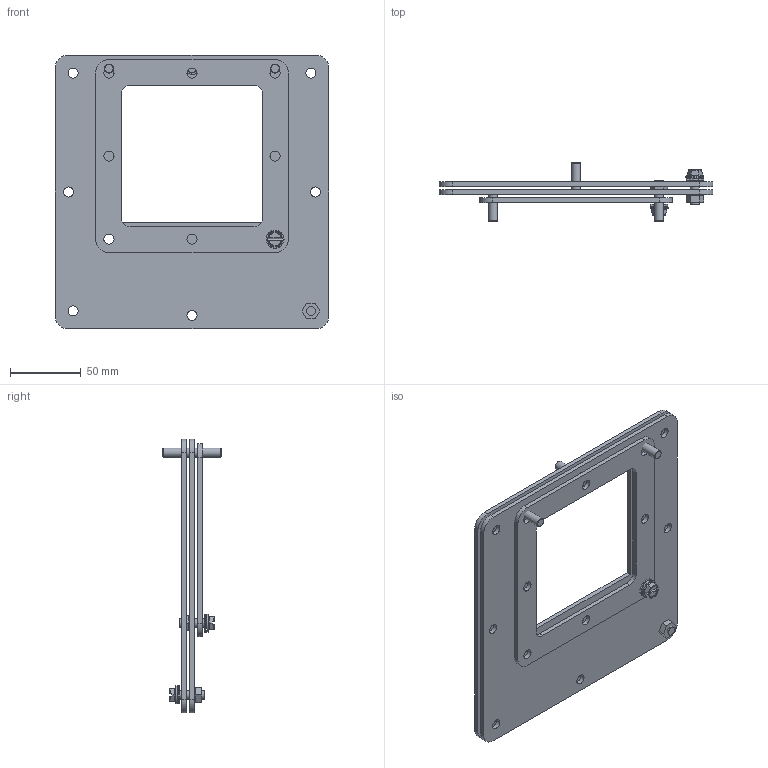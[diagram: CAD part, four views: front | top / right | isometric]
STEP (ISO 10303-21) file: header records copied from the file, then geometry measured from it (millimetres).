
FILE_DESCRIPTION (( 'STEP AP203' ), '1' );
FILE_NAME ('1487DRESS.step', '2020-11-17T21:14:29', ( 'ADC123' ), ( 'Microsoft' ), 'SwSTEP 2.0', 'SolidWorks 2019', '' );
FILE_SCHEMA (( 'CONFIG_CONTROL_DESIGN' ));
Length unit declared in the file: inch
Products named in the file (1): 1487DRESS
Bounding box: 193.68 x 41.27 x 193.68 mm (x, y, z)
Volume: 162715 mm3; surface area: 116759.6 mm2
Topology: 12 solids, 12 shells, 270 faces, 698 edges, 459 vertices
Faces by surface type: plane 153, cylinder 98, bspline 16, cone 3
Full cylindrical faces by diameter (mm): 4.976 x2, 6.325 x3, 6.35 x5, 6.553 x2, 7.137 x25, 8.56 x3, 12.7 x2
Entity records: 8509 total; most frequent: CARTESIAN_POINT 1915, ORIENTED_EDGE 1306, DIRECTION 1278, EDGE_CURVE 653, VERTEX_POINT 459, AXIS2_PLACEMENT_3D 430, LINE 418, VECTOR 418
